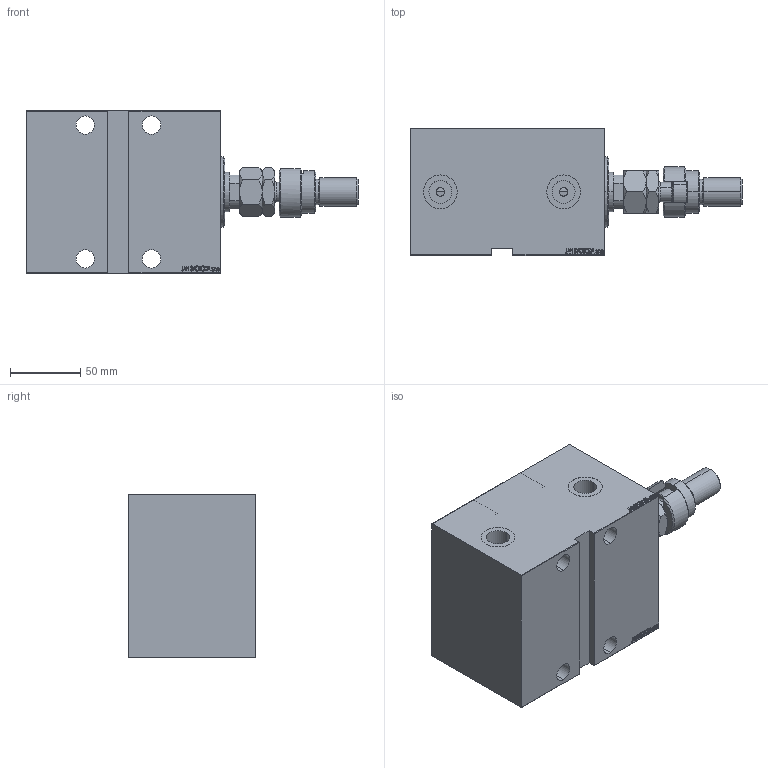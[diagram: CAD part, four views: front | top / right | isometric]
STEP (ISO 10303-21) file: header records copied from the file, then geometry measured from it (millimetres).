
FILE_DESCRIPTION (( 'STEP AP203' ), '1' );
FILE_NAME ('093b.STEP', '2022-04-17T05:40:11', ( '' ), ( '' ), 'SwSTEP 2.0', 'SolidWorks 2019', '' );
FILE_SCHEMA (( 'CONFIG_CONTROL_DESIGN' ));
Length unit declared in the file: millimetre
Products named in the file (7): V450CM_E_VCP 8978f555b228bcfd3d77a065ae0cfef5; FEMALE_PART_FOR_DFA 8978f555b228bcfd3d77a065ae0cfef5; DFA 8978f555b228bcfd3d77a065ae0cfef5; MFA 8978f555b228bcfd3d77a065ae0cfef5; V450CM_VC_B 8978f555b228bcfd3d77a065ae0cfef5; 093b; V450CM_E_Body 8978f555b228bcfd3d77a065ae0cfef5
Assembly tree (6 placements, depth 3):
  093b
    V450CM_E_Body 8978f555b228bcfd3d77a065ae0cfef5
    V450CM_E_VCP 8978f555b228bcfd3d77a065ae0cfef5
    V450CM_VC_B 8978f555b228bcfd3d77a065ae0cfef5
    DFA 8978f555b228bcfd3d77a065ae0cfef5
      FEMALE_PART_FOR_DFA 8978f555b228bcfd3d77a065ae0cfef5
      MFA 8978f555b228bcfd3d77a065ae0cfef5
Bounding box: 235.5 x 90 x 115 mm (x, y, z)
Volume: 1213864.9 mm3; surface area: 171915 mm2
Topology: 5 solids, 5 shells, 962 faces, 2431 edges, 1595 vertices
Faces by surface type: plane 445, bspline 380, cylinder 79, cone 54, torus 4
Entity records: 46690 total; most frequent: CARTESIAN_POINT 25348, ORIENTED_EDGE 4858, DIRECTION 2999, EDGE_CURVE 2429, VERTEX_POINT 1595, LINE 1387, VECTOR 1387, EDGE_LOOP 1094
